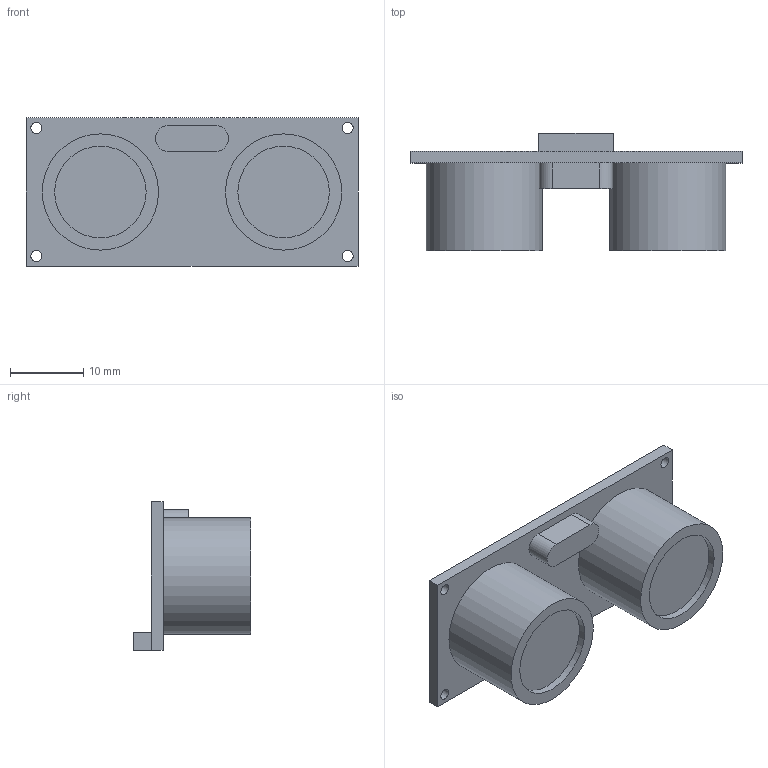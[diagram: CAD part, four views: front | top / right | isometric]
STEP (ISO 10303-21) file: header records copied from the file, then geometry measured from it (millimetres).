
FILE_DESCRIPTION(('FreeCAD Model'),'2;1');
FILE_NAME('Open CASCADE Shape Model','2025-04-14T09:44:44',(''),(''), 'Open CASCADE STEP processor 7.8','FreeCAD','Unknown');
FILE_SCHEMA(('AUTOMOTIVE_DESIGN { 1 0 10303 214 1 1 1 1 }'));
Length unit declared in the file: millimetre
Products named in the file (1): Body
Bounding box: 45.34 x 16.1 x 20.32 mm (x, y, z)
Volume: 6144.7 mm3; surface area: 3491.5 mm2
Topology: 1 solids, 1 shells, 28 faces, 61 edges, 40 vertices
Faces by surface type: plane 18, cylinder 10
Full cylindrical faces by diameter (mm): 1.5 x4, 12.5 x2, 15.875 x2
Entity records: 807 total; most frequent: DIRECTION 139, CARTESIAN_POINT 130, ORIENTED_EDGE 122, EDGE_CURVE 61, AXIS2_PLACEMENT_3D 49, FACE_BOUND 41, EDGE_LOOP 41, LINE 41
